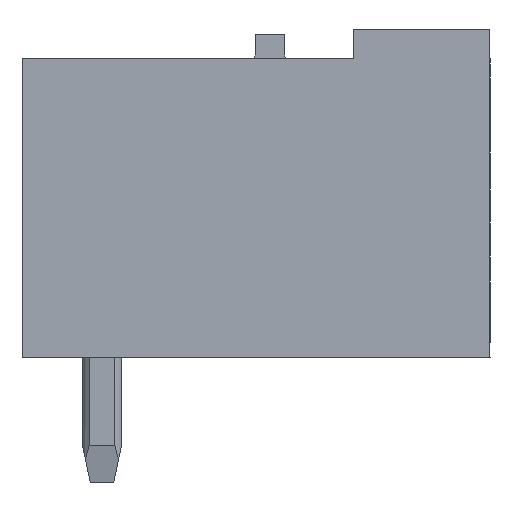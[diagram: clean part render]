
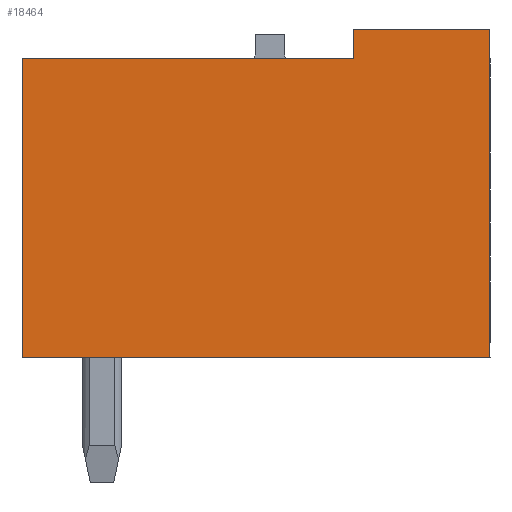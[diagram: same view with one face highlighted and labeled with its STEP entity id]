
A CAD part, left-side view. The second image highlights one B-rep face of the part: STEP entity #18464.
In plain terms, the highlighted planar face has unit normal (-1, 0, 0).
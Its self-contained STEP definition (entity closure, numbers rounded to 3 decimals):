
#18454=AXIS2_PLACEMENT_3D('Plane Axis2P3D',#18451,#18452,#18453) ;
#269=CARTESIAN_POINT('Vertex',(0.,3.5,11.63)) ;
#272=CARTESIAN_POINT('Line Origine',(0.,1.75,11.63)) ;
#276=CARTESIAN_POINT('Vertex',(0.,0.,11.63)) ;
#959=CARTESIAN_POINT('Vertex',(0.,12.,10.88)) ;
#962=CARTESIAN_POINT('Line Origine',(0.,7.75,10.88)) ;
#966=CARTESIAN_POINT('Vertex',(0.,3.5,10.88)) ;
#1638=CARTESIAN_POINT('Vertex',(0.,12.,3.2)) ;
#1641=CARTESIAN_POINT('Line Origine',(0.,12.,7.04)) ;
#1705=CARTESIAN_POINT('Vertex',(0.,0.,3.2)) ;
#1708=CARTESIAN_POINT('Line Origine',(0.,6.,3.2)) ;
#9563=CARTESIAN_POINT('Line Origine',(0.,0.,7.415)) ;
#17793=CARTESIAN_POINT('Line Origine',(0.,3.5,11.255)) ;
#18451=CARTESIAN_POINT('Axis2P3D Location',(0.,0.,0.)) ;
#273=DIRECTION('Vector Direction',(0.,-1.,0.)) ;
#963=DIRECTION('Vector Direction',(0.,1.,0.)) ;
#1642=DIRECTION('Vector Direction',(0.,0.,1.)) ;
#1709=DIRECTION('Vector Direction',(0.,1.,0.)) ;
#9564=DIRECTION('Vector Direction',(0.,0.,-1.)) ;
#17794=DIRECTION('Vector Direction',(0.,0.,1.)) ;
#18452=DIRECTION('Axis2P3D Direction',(-1.,0.,0.)) ;
#18453=DIRECTION('Axis2P3D XDirection',(0.,-1.,0.)) ;
#274=VECTOR('Line Direction',#273,1.) ;
#964=VECTOR('Line Direction',#963,1.) ;
#1643=VECTOR('Line Direction',#1642,1.) ;
#1710=VECTOR('Line Direction',#1709,1.) ;
#9565=VECTOR('Line Direction',#9564,1.) ;
#17795=VECTOR('Line Direction',#17794,1.) ;
#18457=ORIENTED_EDGE('',*,*,#9567,.T.) ;
#18458=ORIENTED_EDGE('',*,*,#278,.T.) ;
#18459=ORIENTED_EDGE('',*,*,#17797,.T.) ;
#18460=ORIENTED_EDGE('',*,*,#968,.T.) ;
#18461=ORIENTED_EDGE('',*,*,#1645,.T.) ;
#18462=ORIENTED_EDGE('',*,*,#1712,.T.) ;
#18464=ADVANCED_FACE('Housing',(#18463),#18455,.T.) ;
#278=EDGE_CURVE('',#277,#270,#275,.F.) ;
#968=EDGE_CURVE('',#967,#960,#965,.T.) ;
#1645=EDGE_CURVE('',#960,#1639,#1644,.F.) ;
#1712=EDGE_CURVE('',#1639,#1706,#1711,.F.) ;
#9567=EDGE_CURVE('',#1706,#277,#9566,.F.) ;
#17797=EDGE_CURVE('',#270,#967,#17796,.F.) ;
#18456=EDGE_LOOP('',(#18457,#18458,#18459,#18460,#18461,#18462)) ;
#18463=FACE_OUTER_BOUND('',#18456,.T.) ;
#275=LINE('Line',#272,#274) ;
#965=LINE('Line',#962,#964) ;
#1644=LINE('Line',#1641,#1643) ;
#1711=LINE('Line',#1708,#1710) ;
#9566=LINE('Line',#9563,#9565) ;
#17796=LINE('Line',#17793,#17795) ;
#18455=PLANE('',#18454) ;
#270=VERTEX_POINT('',#269) ;
#277=VERTEX_POINT('',#276) ;
#960=VERTEX_POINT('',#959) ;
#967=VERTEX_POINT('',#966) ;
#1639=VERTEX_POINT('',#1638) ;
#1706=VERTEX_POINT('',#1705) ;
